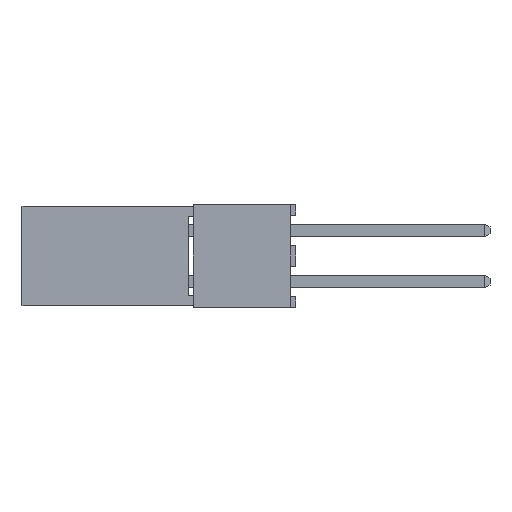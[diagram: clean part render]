
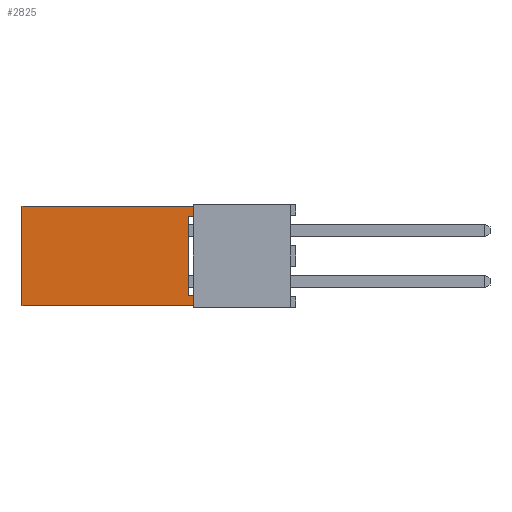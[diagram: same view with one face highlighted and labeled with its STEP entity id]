
A CAD part, left-side view. The second image highlights one B-rep face of the part: STEP entity #2825.
In plain terms, the highlighted planar face has unit normal (-1, 0, 0).
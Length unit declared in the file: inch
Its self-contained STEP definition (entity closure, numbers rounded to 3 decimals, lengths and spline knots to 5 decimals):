
#2825 = ADVANCED_FACE( '', ( #6829 ), #6830, .F. );
#6829 = FACE_OUTER_BOUND( '', #12109, .T. );
#6830 = PLANE( '', #12110 );
#12109 = EDGE_LOOP( '', ( #20520, #20521, #20522, #20523, #20524, #20525, #20526, #20527 ) );
#12110 = AXIS2_PLACEMENT_3D( '', #20528, #20529, #20530 );
#20520 = ORIENTED_EDGE( '', *, *, #33416, .T. );
#20521 = ORIENTED_EDGE( '', *, *, #31741, .T. );
#20522 = ORIENTED_EDGE( '', *, *, #34258, .F. );
#20523 = ORIENTED_EDGE( '', *, *, #34259, .F. );
#20524 = ORIENTED_EDGE( '', *, *, #34260, .T. );
#20525 = ORIENTED_EDGE( '', *, *, #34261, .T. );
#20526 = ORIENTED_EDGE( '', *, *, #34262, .T. );
#20527 = ORIENTED_EDGE( '', *, *, #32810, .T. );
#20528 = CARTESIAN_POINT( '', ( 0., 0.335, -0.0975 ) );
#20529 = DIRECTION( '', ( 1., 0., 0. ) );
#20530 = DIRECTION( '', ( 0., 0., -1. ) );
#31741 = EDGE_CURVE( '', #38096, #38094, #38097, .T. );
#32810 = EDGE_CURVE( '', #40007, #40005, #40008, .T. );
#33416 = EDGE_CURVE( '', #40005, #38096, #41042, .T. );
#34258 = EDGE_CURVE( '', #42318, #38094, #42319, .T. );
#34259 = EDGE_CURVE( '', #42320, #42318, #42321, .T. );
#34260 = EDGE_CURVE( '', #42320, #42322, #42323, .T. );
#34261 = EDGE_CURVE( '', #42322, #42324, #42325, .T. );
#34262 = EDGE_CURVE( '', #42324, #40007, #42326, .T. );
#38094 = VERTEX_POINT( '', #47360 );
#38096 = VERTEX_POINT( '', #47363 );
#38097 = LINE( '', #47364, #47365 );
#40005 = VERTEX_POINT( '', #50173 );
#40007 = VERTEX_POINT( '', #50176 );
#40008 = LINE( '', #50177, #50178 );
#41042 = LINE( '', #51704, #51705 );
#42318 = VERTEX_POINT( '', #53603 );
#42319 = LINE( '', #53604, #53605 );
#42320 = VERTEX_POINT( '', #53606 );
#42321 = LINE( '', #53607, #53608 );
#42322 = VERTEX_POINT( '', #53609 );
#42323 = LINE( '', #53610, #53611 );
#42324 = VERTEX_POINT( '', #53612 );
#42325 = LINE( '', #53613, #53614 );
#42326 = LINE( '', #53615, #53616 );
#47360 = CARTESIAN_POINT( '', ( 0., 0., 0.0975 ) );
#47363 = CARTESIAN_POINT( '', ( 0., 0., 0.0775 ) );
#47364 = CARTESIAN_POINT( '', ( 0., 0., -0.0975 ) );
#47365 = VECTOR( '', #60331, 39.37008 );
#50173 = CARTESIAN_POINT( '', ( 0., 0.01, 0.0775 ) );
#50176 = CARTESIAN_POINT( '', ( 0., 0.01, -0.0775 ) );
#50177 = CARTESIAN_POINT( '', ( 0., 0.01, -0.0775 ) );
#50178 = VECTOR( '', #61266, 39.37008 );
#51704 = CARTESIAN_POINT( '', ( 0., 0.01, 0.0775 ) );
#51705 = VECTOR( '', #61795, 39.37008 );
#53603 = CARTESIAN_POINT( '', ( 0., 0.335, 0.0975 ) );
#53604 = CARTESIAN_POINT( '', ( 0., 0.335, 0.0975 ) );
#53605 = VECTOR( '', #62442, 39.37008 );
#53606 = CARTESIAN_POINT( '', ( 0., 0.335, -0.0975 ) );
#53607 = CARTESIAN_POINT( '', ( 0., 0.335, -0.0975 ) );
#53608 = VECTOR( '', #62443, 39.37008 );
#53609 = CARTESIAN_POINT( '', ( 0., 0., -0.0975 ) );
#53610 = CARTESIAN_POINT( '', ( 0., 0.335, -0.0975 ) );
#53611 = VECTOR( '', #62444, 39.37008 );
#53612 = CARTESIAN_POINT( '', ( 0., 0., -0.0775 ) );
#53613 = CARTESIAN_POINT( '', ( 0., 0., -0.0975 ) );
#53614 = VECTOR( '', #62445, 39.37008 );
#53615 = CARTESIAN_POINT( '', ( 0., 0., -0.0775 ) );
#53616 = VECTOR( '', #62446, 39.37008 );
#60331 = DIRECTION( '', ( 0., 0., 1. ) );
#61266 = DIRECTION( '', ( 0., 0., 1. ) );
#61795 = DIRECTION( '', ( 0., -1., 0. ) );
#62442 = DIRECTION( '', ( 0., -1., 0. ) );
#62443 = DIRECTION( '', ( 0., 0., 1. ) );
#62444 = DIRECTION( '', ( 0., -1., 0. ) );
#62445 = DIRECTION( '', ( 0., 0., 1. ) );
#62446 = DIRECTION( '', ( 0., 1., 0. ) );
